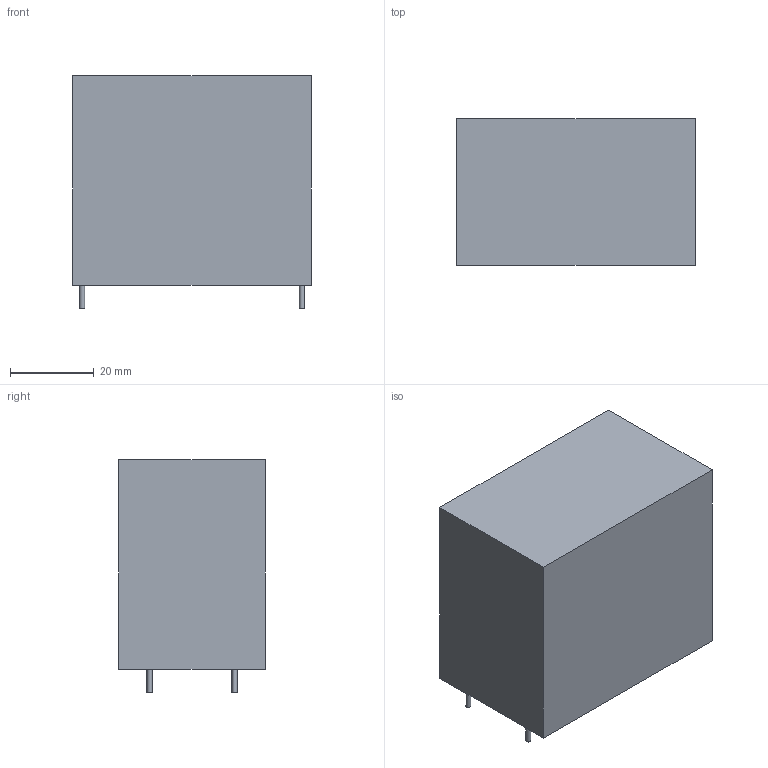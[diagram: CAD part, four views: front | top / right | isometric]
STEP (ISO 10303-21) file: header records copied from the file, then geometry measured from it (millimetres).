
FILE_DESCRIPTION(('FreeCAD Model'),'2;1');
FILE_NAME('Open CASCADE Shape Model','2022-04-04T15:10:48',( 'kicad StepUp'),('ksu MCAD'),'Open CASCADE STEP processor 7.5', 'FreeCAD','Unknown');
FILE_SCHEMA(('AUTOMOTIVE_DESIGN { 1 0 10303 214 1 1 1 1 }'));
Length unit declared in the file: millimetre
Products named in the file (1): C_Rect_L57mm_W35mm_H50mm_Px52_5_Py20_3mm_C3D_4pin
Bounding box: 57 x 35 x 55.5 mm (x, y, z)
Volume: 99774.9 mm3; surface area: 13272.9 mm2
Topology: 1 solids, 1 shells, 14 faces, 24 edges, 16 vertices
Faces by surface type: plane 10, cylinder 4
Full cylindrical faces by diameter (mm): 1.2 x4
Entity records: 415 total; most frequent: DIRECTION 62, CARTESIAN_POINT 55, ORIENTED_EDGE 48, EDGE_CURVE 24, AXIS2_PLACEMENT_3D 23, FACE_BOUND 18, EDGE_LOOP 18, VERTEX_POINT 16
